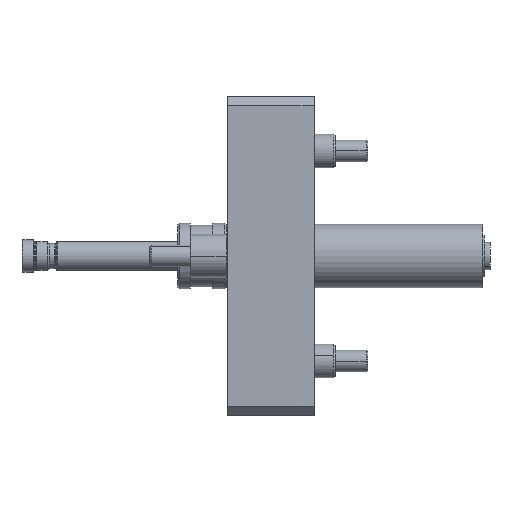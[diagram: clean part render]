
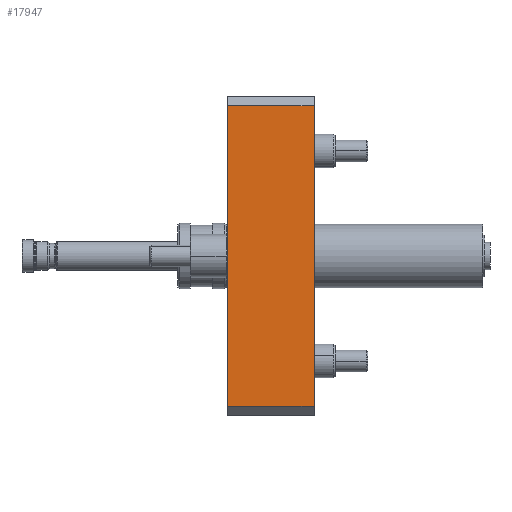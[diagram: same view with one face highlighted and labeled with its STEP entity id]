
A CAD part, left-side view. The second image highlights one B-rep face of the part: STEP entity #17947.
In plain terms, the highlighted planar face has unit normal (-1, 0, 0).
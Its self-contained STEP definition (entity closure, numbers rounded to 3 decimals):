
#366 = DIRECTION ( 'NONE',  ( 0., -1., 0. ) ) ;
#472 = VERTEX_POINT ( 'NONE', #7526 ) ;
#959 = VECTOR ( 'NONE', #15384, 1000. ) ;
#1033 = EDGE_CURVE ( 'NONE', #16481, #472, #4663, .T. ) ;
#1080 = CARTESIAN_POINT ( 'NONE',  ( -24., 0.2, 82.917 ) ) ;
#3915 = VERTEX_POINT ( 'NONE', #16407 ) ;
#3983 = VERTEX_POINT ( 'NONE', #14765 ) ;
#4169 = DIRECTION ( 'NONE',  ( 1., 0., 0. ) ) ;
#4663 = LINE ( 'NONE', #15848, #959 ) ;
#5626 = LINE ( 'NONE', #9552, #20471 ) ;
#5959 = FACE_OUTER_BOUND ( 'NONE', #21266, .T. ) ;
#7526 = CARTESIAN_POINT ( 'NONE',  ( -24., 47.8, 82.917 ) ) ;
#8292 = CARTESIAN_POINT ( 'NONE',  ( -24., 47.8, 88. ) ) ;
#8526 = AXIS2_PLACEMENT_3D ( 'NONE', #20452, #4169, #11407 ) ;
#8983 = CARTESIAN_POINT ( 'NONE',  ( -24., 0.2, 83. ) ) ;
#9552 = CARTESIAN_POINT ( 'NONE',  ( -24., 0.2, -82.917 ) ) ;
#11407 = DIRECTION ( 'NONE',  ( 0., 0., -1. ) ) ;
#11825 = DIRECTION ( 'NONE',  ( 0., 0., -1. ) ) ;
#12629 = DIRECTION ( 'NONE',  ( 0., 0., 1. ) ) ;
#14765 = CARTESIAN_POINT ( 'NONE',  ( -24., 47.8, -82.917 ) ) ;
#15384 = DIRECTION ( 'NONE',  ( 0., 1., 0. ) ) ;
#15848 = CARTESIAN_POINT ( 'NONE',  ( -24., 47.8, 82.917 ) ) ;
#16407 = CARTESIAN_POINT ( 'NONE',  ( -24., 0.2, -82.917 ) ) ;
#16481 = VERTEX_POINT ( 'NONE', #1080 ) ;
#16885 = ORIENTED_EDGE ( 'NONE', *, *, #1033, .T. ) ;
#17325 = VECTOR ( 'NONE', #12629, 1000. ) ;
#17437 = ORIENTED_EDGE ( 'NONE', *, *, #18930, .T. ) ;
#17878 = LINE ( 'NONE', #8983, #17325 ) ;
#17947 = ADVANCED_FACE ( 'NONE', ( #5959 ), #22204, .F. ) ;
#17954 = ORIENTED_EDGE ( 'NONE', *, *, #20796, .T. ) ;
#18930 = EDGE_CURVE ( 'NONE', #3915, #16481, #17878, .T. ) ;
#20436 = VECTOR ( 'NONE', #11825, 1000. ) ;
#20452 = CARTESIAN_POINT ( 'NONE',  ( -24., 48., 88. ) ) ;
#20471 = VECTOR ( 'NONE', #366, 1000. ) ;
#20796 = EDGE_CURVE ( 'NONE', #472, #3983, #21433, .T. ) ;
#21266 = EDGE_LOOP ( 'NONE', ( #17954, #22790, #17437, #16885 ) ) ;
#21433 = LINE ( 'NONE', #8292, #20436 ) ;
#22204 = PLANE ( 'NONE',  #8526 ) ;
#22790 = ORIENTED_EDGE ( 'NONE', *, *, #22951, .T. ) ;
#22951 = EDGE_CURVE ( 'NONE', #3983, #3915, #5626, .T. ) ;
